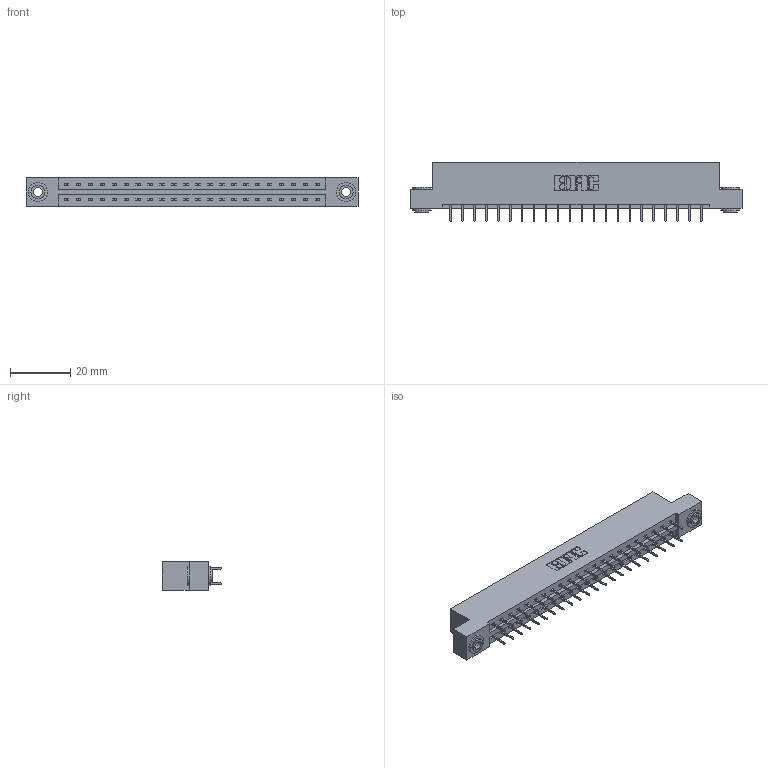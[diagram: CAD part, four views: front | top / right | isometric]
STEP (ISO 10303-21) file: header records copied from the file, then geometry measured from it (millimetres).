
FILE_DESCRIPTION (( 'STEP AP203' ), '1' );
FILE_NAME ('387-044-524-203.STEP', '2019-10-18T05:28:44', ( '' ), ( '' ), 'SwSTEP 2.0', 'SolidWorks 2016', '' );
FILE_SCHEMA (( 'CONFIG_CONTROL_DESIGN' ));
Length unit declared in the file: inch
Products named in the file (4): 387-044-524-203; 345-292-001_345-293-124; 337 Part_Flush Mounting Lugs - 0.156 Dia-TH; 345-250-002_345-250-002-102
Assembly tree (47 placements, depth 2):
  387-044-524-203
    337 Part_Flush Mounting Lugs - 0.156 Dia-TH
    345-292-001_345-293-124  x44
    345-250-002_345-250-002-102  x2
Bounding box: 110.19 x 19.69 x 9.4 mm (x, y, z)
Volume: 11298.8 mm3; surface area: 12597.2 mm2
Topology: 47 solids, 47 shells, 2704 faces, 7647 edges, 4918 vertices
Faces by surface type: plane 2016, cylinder 680, cone 8
Entity records: 20368 total; most frequent: CARTESIAN_POINT 3421, ORIENTED_EDGE 3350, DIRECTION 2981, EDGE_CURVE 1675, VECTOR 1527, LINE 1527, VERTEX_POINT 1110, AXIS2_PLACEMENT_3D 727
